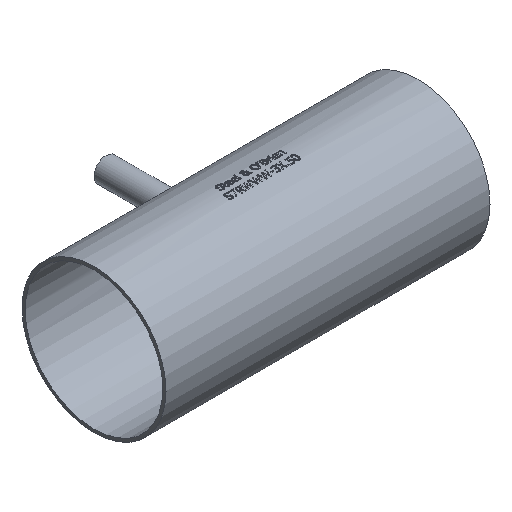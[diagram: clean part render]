
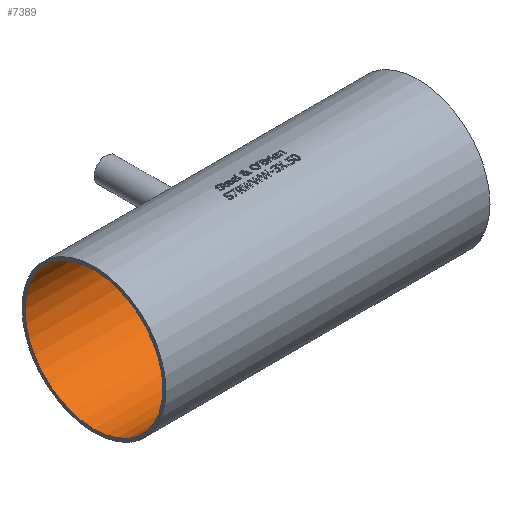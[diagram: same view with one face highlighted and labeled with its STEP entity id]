
A CAD part, isometric view. The second image highlights one B-rep face of the part: STEP entity #7389.
In plain terms, the highlighted cylindrical face has radius 36.449 mm (diameter 72.898 mm), a full revolution.
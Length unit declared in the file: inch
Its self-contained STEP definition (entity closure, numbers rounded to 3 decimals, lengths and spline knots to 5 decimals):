
#140=FACE_BOUND('',#1356,.T.);
#141=FACE_BOUND('',#1357,.T.);
#142=FACE_BOUND('',#1358,.T.);
#1356=EDGE_LOOP('',(#6911));
#1357=EDGE_LOOP('',(#6912));
#1358=EDGE_LOOP('',(#6913));
#2522=CIRCLE('',#7809,1.435);
#2523=CIRCLE('',#7810,1.435);
#2898=B_SPLINE_CURVE_WITH_KNOTS('',3,(#16275,#16276,#16277,#16278,#16279,
#16280,#16281,#16282,#16283,#16284,#16285,#16286,#16287,#16288,#16289,#16290,
#16291,#16292,#16293,#16294,#16295,#16296,#16297,#16298,#16299,#16300,#16301,
#16302,#16303,#16304,#16305,#16306,#16307,#16308),.UNSPECIFIED.,.T.,.F.,
(4,2,2,2,2,2,2,2,2,2,2,2,2,2,2,2,4),(0.,0.17722,0.35444,
0.53165,0.70887,0.88608,1.0633,1.24052,
1.41774,1.59495,1.77217,1.94939,2.1266,
2.30382,2.48104,2.65825,2.83547),
 .UNSPECIFIED.);
#3629=VERTEX_POINT('',#16274);
#3630=VERTEX_POINT('',#16310);
#3631=VERTEX_POINT('',#16312);
#4725=EDGE_CURVE('',#3629,#3629,#2898,.T.);
#4726=EDGE_CURVE('',#3630,#3630,#2522,.T.);
#4727=EDGE_CURVE('',#3631,#3631,#2523,.T.);
#6911=ORIENTED_EDGE('',*,*,#4725,.T.);
#6912=ORIENTED_EDGE('',*,*,#4726,.F.);
#6913=ORIENTED_EDGE('',*,*,#4727,.F.);
#6959=CYLINDRICAL_SURFACE('',#7808,1.435);
#7389=ADVANCED_FACE('',(#140,#141,#142),#6959,.F.);
#7808=AXIS2_PLACEMENT_3D('',#16309,#9162,#9163);
#7809=AXIS2_PLACEMENT_3D('',#16311,#9164,#9165);
#7810=AXIS2_PLACEMENT_3D('',#16313,#9166,#9167);
#9162=DIRECTION('center_axis',(-1.,0.,0.));
#9163=DIRECTION('ref_axis',(0.,0.,1.));
#9164=DIRECTION('center_axis',(1.,0.,0.));
#9165=DIRECTION('ref_axis',(0.,0.,1.));
#9166=DIRECTION('center_axis',(-1.,0.,0.));
#9167=DIRECTION('ref_axis',(0.,0.,1.));
#16274=CARTESIAN_POINT('',(0.,1.42302,0.185));
#16275=CARTESIAN_POINT('Ctrl Pts',(0.,1.42302,0.185));
#16276=CARTESIAN_POINT('Ctrl Pts',(0.02326,1.42302,
0.185));
#16277=CARTESIAN_POINT('Ctrl Pts',(0.04805,1.42365,
0.18035));
#16278=CARTESIAN_POINT('Ctrl Pts',(0.09362,1.42592,
0.16146));
#16279=CARTESIAN_POINT('Ctrl Pts',(0.1144,1.42752,0.14723));
#16280=CARTESIAN_POINT('Ctrl Pts',(0.14723,1.43053,0.1144));
#16281=CARTESIAN_POINT('Ctrl Pts',(0.16146,1.43212,0.09362));
#16282=CARTESIAN_POINT('Ctrl Pts',(0.18035,1.43438,0.04805));
#16283=CARTESIAN_POINT('Ctrl Pts',(0.185,1.435,0.02326));
#16284=CARTESIAN_POINT('Ctrl Pts',(0.185,1.435,-0.02326));
#16285=CARTESIAN_POINT('Ctrl Pts',(0.18035,1.43438,-0.04805));
#16286=CARTESIAN_POINT('Ctrl Pts',(0.16146,1.43212,-0.09362));
#16287=CARTESIAN_POINT('Ctrl Pts',(0.14723,1.43053,-0.1144));
#16288=CARTESIAN_POINT('Ctrl Pts',(0.1144,1.42752,-0.14723));
#16289=CARTESIAN_POINT('Ctrl Pts',(0.09362,1.42592,
-0.16146));
#16290=CARTESIAN_POINT('Ctrl Pts',(0.04805,1.42365,
-0.18035));
#16291=CARTESIAN_POINT('Ctrl Pts',(0.02326,1.42302,
-0.185));
#16292=CARTESIAN_POINT('Ctrl Pts',(-0.02326,1.42302,
-0.185));
#16293=CARTESIAN_POINT('Ctrl Pts',(-0.04805,1.42365,
-0.18035));
#16294=CARTESIAN_POINT('Ctrl Pts',(-0.09362,1.42592,
-0.16146));
#16295=CARTESIAN_POINT('Ctrl Pts',(-0.1144,1.42752,
-0.14723));
#16296=CARTESIAN_POINT('Ctrl Pts',(-0.14723,1.43053,
-0.1144));
#16297=CARTESIAN_POINT('Ctrl Pts',(-0.16146,1.43212,-0.09362));
#16298=CARTESIAN_POINT('Ctrl Pts',(-0.18035,1.43438,
-0.04805));
#16299=CARTESIAN_POINT('Ctrl Pts',(-0.185,1.435,-0.02326));
#16300=CARTESIAN_POINT('Ctrl Pts',(-0.185,1.435,0.02326));
#16301=CARTESIAN_POINT('Ctrl Pts',(-0.18035,1.43438,
0.04805));
#16302=CARTESIAN_POINT('Ctrl Pts',(-0.16146,1.43212,0.09362));
#16303=CARTESIAN_POINT('Ctrl Pts',(-0.14723,1.43053,
0.1144));
#16304=CARTESIAN_POINT('Ctrl Pts',(-0.1144,1.42752,
0.14723));
#16305=CARTESIAN_POINT('Ctrl Pts',(-0.09362,1.42592,
0.16146));
#16306=CARTESIAN_POINT('Ctrl Pts',(-0.04805,1.42365,
0.18035));
#16307=CARTESIAN_POINT('Ctrl Pts',(-0.02326,1.42302,
0.185));
#16308=CARTESIAN_POINT('Ctrl Pts',(0.,1.42302,0.185));
#16309=CARTESIAN_POINT('Origin',(3.375,0.,0.));
#16310=CARTESIAN_POINT('',(-3.375,0.,-1.435));
#16311=CARTESIAN_POINT('Origin',(-3.375,0.,0.));
#16312=CARTESIAN_POINT('',(3.375,0.,-1.435));
#16313=CARTESIAN_POINT('Origin',(3.375,0.,0.));
